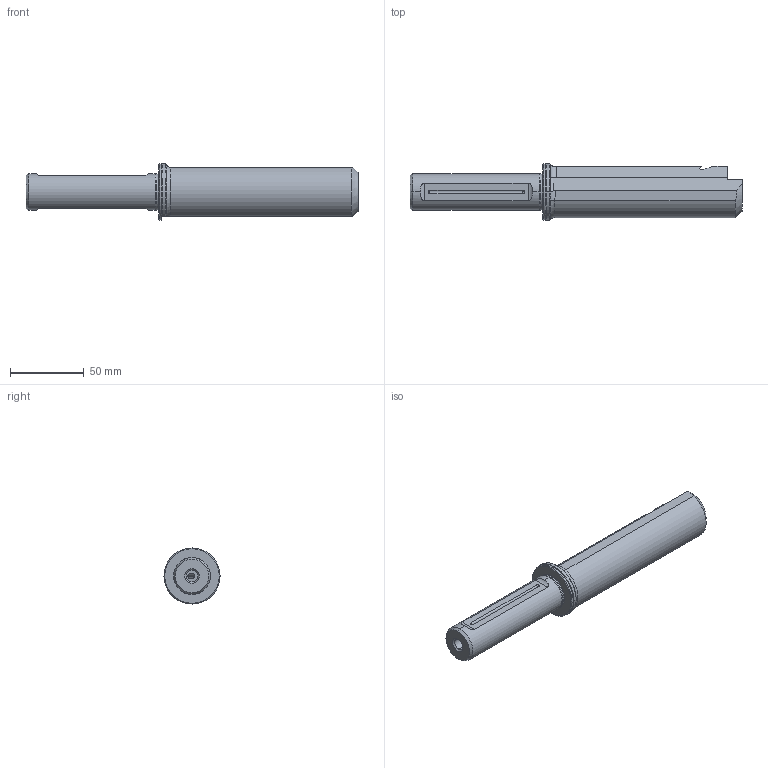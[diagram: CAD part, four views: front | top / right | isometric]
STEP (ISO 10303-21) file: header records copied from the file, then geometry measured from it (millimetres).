
FILE_DESCRIPTION (( 'STEP AP203' ), '1' );
FILE_NAME ('UTS-14_16-25.STEP', '2023-07-17T08:48:00', ( 'TECNICO' ), ( '' ), 'SwSTEP 2.0', 'SolidWorks 2020', '' );
FILE_SCHEMA (( 'CONFIG_CONTROL_DESIGN' ));
Length unit declared in the file: millimetre
Products named in the file (1): UTS-14_16-25
Bounding box: 225 x 38 x 38 mm (x, y, z)
Volume: 134554.9 mm3; surface area: 28297.6 mm2
Topology: 1 solids, 1 shells, 105 faces, 266 edges, 165 vertices
Faces by surface type: cylinder 35, plane 28, cone 23, torus 10, sphere 8, bspline 1
Entity records: 3509 total; most frequent: CARTESIAN_POINT 932, DIRECTION 530, ORIENTED_EDGE 528, EDGE_CURVE 264, AXIS2_PLACEMENT_3D 207, VERTEX_POINT 165, LINE 116, VECTOR 116
